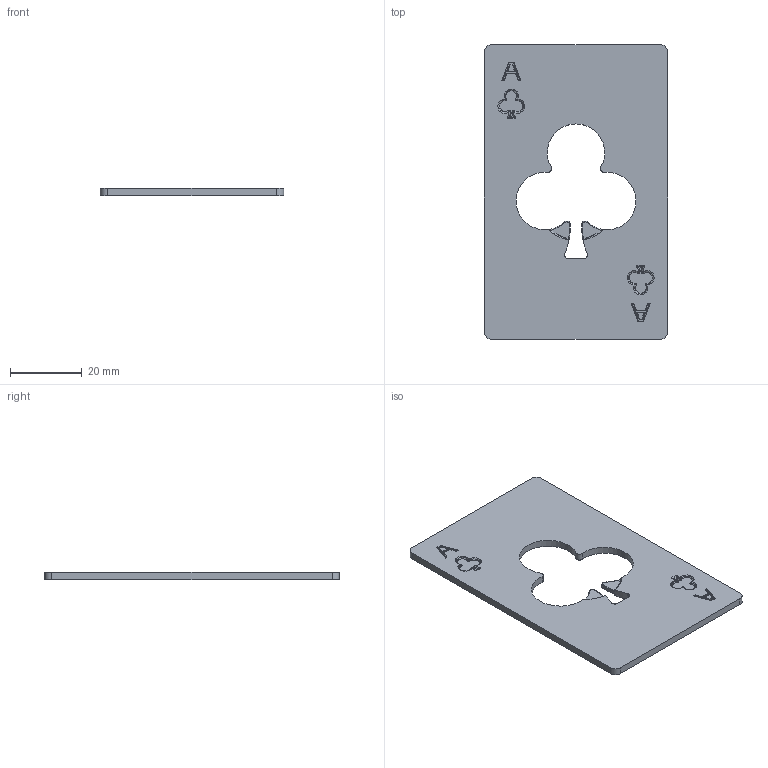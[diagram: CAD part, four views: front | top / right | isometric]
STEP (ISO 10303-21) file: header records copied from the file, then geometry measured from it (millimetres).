
FILE_DESCRIPTION(('CATIA V5 STEP Exchange'),'2;1');
FILE_NAME('carte_a_jouer.stp','2019-08-02T12:24:57+00:00',('none'),('none'),'Version 5-6 Release 2013','CATIA V5 STEP AP203','none');
FILE_SCHEMA(('CONFIG_CONTROL_DESIGN'));
Length unit declared in the file: millimetre
Products named in the file (1): carte à jouer
Bounding box: 51 x 82 x 2 mm (x, y, z)
Volume: 6888.7 mm3; surface area: 7839.3 mm2
Topology: 1 solids, 1 shells, 314 faces, 732 edges, 408 vertices
Faces by surface type: cylinder 127, torus 84, plane 71, bspline 32
Entity records: 20083 total; most frequent: CARTESIAN_POINT 13788, ORIENTED_EDGE 1416, DIRECTION 1002, EDGE_CURVE 708, AXIS2_PLACEMENT_3D 469, VERTEX_POINT 408, EDGE_LOOP 328, ADVANCED_FACE 314
